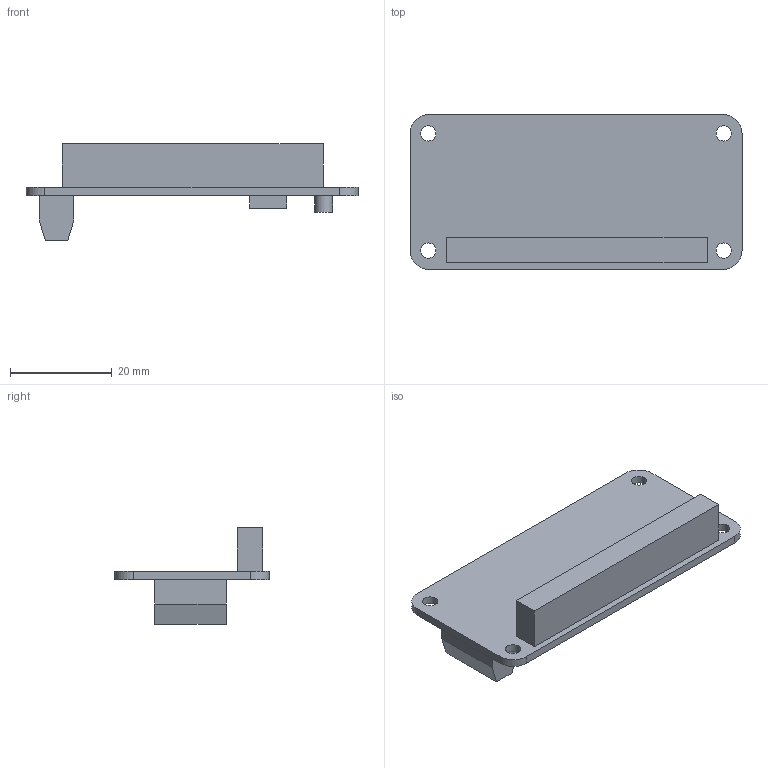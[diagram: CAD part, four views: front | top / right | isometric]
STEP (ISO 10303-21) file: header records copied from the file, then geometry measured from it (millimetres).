
FILE_DESCRIPTION((''),'2;1');
FILE_NAME('T19-3','2019-06-14T',('Administrator'),(''),'PRO/ENGINEER BY PARAMETRIC TECHNOLOGY CORPORATION, 2001280','PRO/ENGINEER BY PARAMETRIC TECHNOLOGY CORPORATION, 2001280','');
FILE_SCHEMA(('CONFIG_CONTROL_DESIGN'));
Length unit declared in the file: millimetre
Products named in the file (1): T19-3
Bounding box: 65.2 x 30.4 x 19 mm (x, y, z)
Volume: 6395 mm3; surface area: 5707.2 mm2
Topology: 1 solids, 1 shells, 40 faces, 102 edges, 68 vertices
Faces by surface type: plane 26, cylinder 14
Entity records: 1268 total; most frequent: CARTESIAN_POINT 210, DIRECTION 210, ORIENTED_EDGE 204, EDGE_CURVE 102, VECTOR 74, LINE 74, AXIS2_PLACEMENT_3D 68, VERTEX_POINT 68
